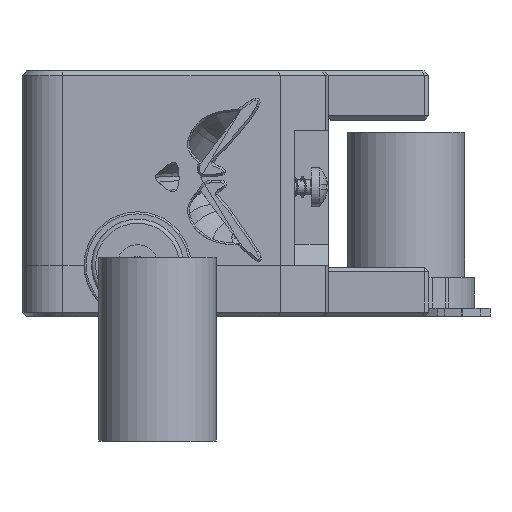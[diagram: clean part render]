
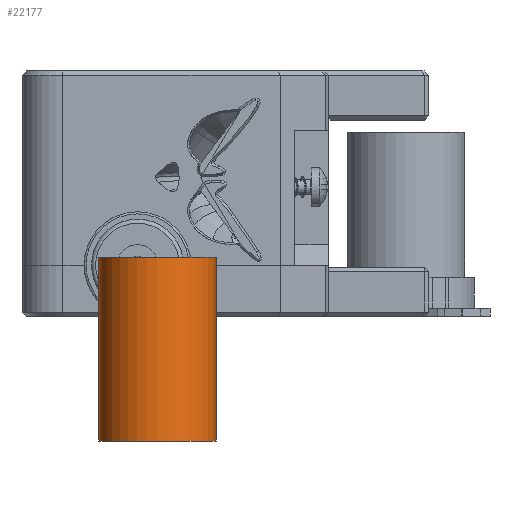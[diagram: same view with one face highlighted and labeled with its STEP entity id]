
A CAD part, front view. The second image highlights one B-rep face of the part: STEP entity #22177.
In plain terms, the highlighted cylindrical face has radius 5.75 mm (diameter 11.5 mm), a full revolution.
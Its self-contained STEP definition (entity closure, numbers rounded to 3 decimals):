
#2043=FACE_OUTER_BOUND('',#3382,.T.);
#3382=EDGE_LOOP('',(#16538,#16539,#16540,#16541));
#4718=LINE('',#35006,#6482);
#6482=VECTOR('',#28075,5.75);
#8462=CIRCLE('',#24455,5.75);
#8463=CIRCLE('',#24456,5.75);
#9619=VERTEX_POINT('',#35003);
#9620=VERTEX_POINT('',#35005);
#12142=EDGE_CURVE('',#9619,#9619,#8462,.T.);
#12143=EDGE_CURVE('',#9619,#9620,#4718,.T.);
#12144=EDGE_CURVE('',#9620,#9620,#8463,.T.);
#16538=ORIENTED_EDGE('',*,*,#12142,.F.);
#16539=ORIENTED_EDGE('',*,*,#12143,.T.);
#16540=ORIENTED_EDGE('',*,*,#12144,.T.);
#16541=ORIENTED_EDGE('',*,*,#12143,.F.);
#21616=CYLINDRICAL_SURFACE('',#24454,5.75);
#22177=ADVANCED_FACE('',(#2043),#21616,.T.);
#24454=AXIS2_PLACEMENT_3D('',#35002,#28071,#28072);
#24455=AXIS2_PLACEMENT_3D('',#35004,#28073,#28074);
#24456=AXIS2_PLACEMENT_3D('',#35007,#28076,#28077);
#28071=DIRECTION('center_axis',(0.,0.,
1.));
#28072=DIRECTION('ref_axis',(1.,0.,0.));
#28073=DIRECTION('center_axis',(0.,0.,
1.));
#28074=DIRECTION('ref_axis',(1.,0.,0.));
#28075=DIRECTION('',(0.,0.,-1.));
#28076=DIRECTION('center_axis',(0.,0.,
1.));
#28077=DIRECTION('ref_axis',(1.,0.,0.));
#35002=CARTESIAN_POINT('Origin',(1.952,-101.408,-17.2));
#35003=CARTESIAN_POINT('',(-3.798,-101.408,0.8));
#35004=CARTESIAN_POINT('Origin',(1.952,-101.408,0.8));
#35005=CARTESIAN_POINT('',(-3.798,-101.408,-17.2));
#35006=CARTESIAN_POINT('',(-3.798,-101.408,-17.2));
#35007=CARTESIAN_POINT('Origin',(1.952,-101.408,-17.2));
